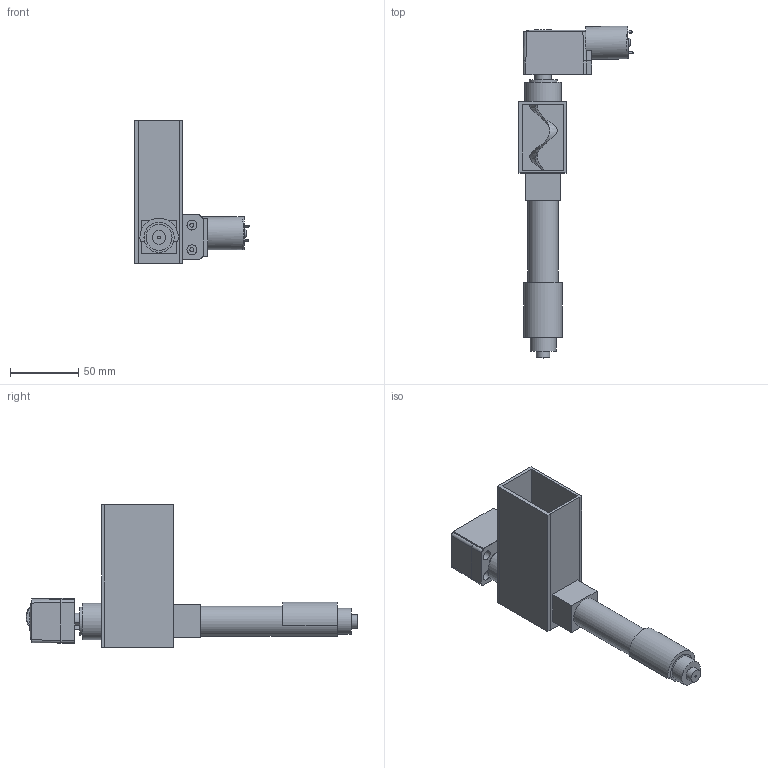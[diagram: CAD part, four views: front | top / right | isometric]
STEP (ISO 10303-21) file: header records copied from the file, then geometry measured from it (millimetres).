
FILE_DESCRIPTION(/* description */ ('STEP AP242','CAx-IF Rec.Pracs.---Representation and Presentation of Product Manufacturing Information (PMI)---4.0---2014-10-13','CAx-IF Rec.Pracs.---3D Tessellated Geometry---0.4---2014-09-14','2;1'),/* implementation_level */ '2;1');
FILE_NAME(/* name */ '6848c76849e7b737193d3275',/* time_stamp */ '2025-06-11T00:01:44Z',/* author */ (''),/* organization */ (''),/* preprocessor_version */ 'ST-DEVELOPER v20',/* originating_system */ 'ONSHAPE BY PTC INC, 1.199',/* authorisation */ ' ');
FILE_SCHEMA (('AP242_MANAGED_MODEL_BASED_3D_ENGINEERING_MIM_LF { 1 0 10303 442 1 1 4 }'));
Length unit declared in the file: metre
Products named in the file (10): Extruder; Part 1; Part 2
Assembly tree (9 placements, depth 2):
  Extruder
    Part 1
    Part 1
    Part 1
    Part 2
    Part 1
    Part 1
    Part 1
    Part 1
    Part 1
Bounding box: 83.49 x 242.45 x 104 mm (x, y, z)
Volume: 137918.1 mm3; surface area: 84845.4 mm2
Topology: 9 solids, 9 shells, 454 faces, 1166 edges, 775 vertices
Faces by surface type: plane 229, bspline 137, cylinder 87, torus 1
Full cylindrical faces by diameter (mm): 1.282 x1, 1.8 x1, 3 x5, 6 x2, 6.3 x1, 7.2 x8, 10 x1, 12 x1, 13 x1, 13.2 x2, 19 x5, 20.516 x3, 22 x1, 23.3 x1, 24 x1, 26.516 x1
Entity records: 19579 total; most frequent: CARTESIAN_POINT 9272, ORIENTED_EDGE 2250, DIRECTION 1633, EDGE_CURVE 1125, VERTEX_POINT 770, LINE 609, VECTOR 609, EDGE_LOOP 563
